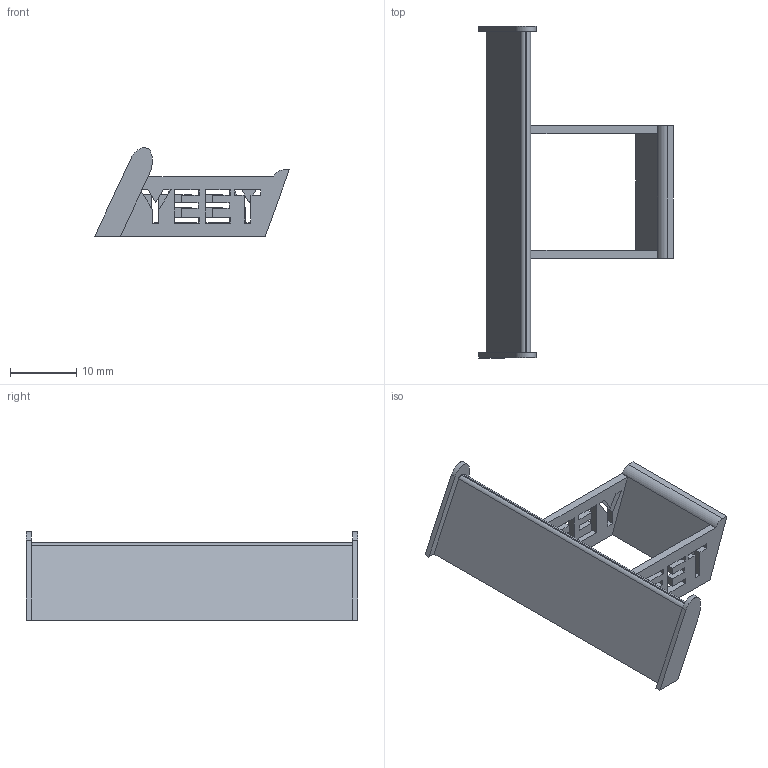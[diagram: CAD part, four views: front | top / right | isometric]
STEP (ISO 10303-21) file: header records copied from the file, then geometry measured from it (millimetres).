
FILE_DESCRIPTION(/* description */ (''),/* implementation_level */ '2;1');
FILE_NAME(/* name */ 'Yeet Spoiler v7.stp',/* time_stamp */ '2025-09-12T00:21:13+02:00',/* author */ (''),/* organization */ (''),/* preprocessor_version */ 'ST-DEVELOPER v20.1',/* originating_system */ 'Autodesk Translation Framework v14.10.0.0',/* authorisation */ '');
FILE_SCHEMA (('AUTOMOTIVE_DESIGN { 1 0 10303 214 3 1 1 }'));
Length unit declared in the file: millimetre
Products named in the file (1): Yeet Spoiler
Bounding box: 29.32 x 50 x 13.34 mm (x, y, z)
Volume: 1741.2 mm3; surface area: 2969.5 mm2
Topology: 1 solids, 1 shells, 108 faces, 321 edges, 214 vertices
Faces by surface type: plane 103, cylinder 3, bspline 2
Entity records: 3834 total; most frequent: CARTESIAN_POINT 878, ORIENTED_EDGE 642, DIRECTION 537, EDGE_CURVE 321, LINE 311, VECTOR 311, VERTEX_POINT 214, EDGE_LOOP 125
